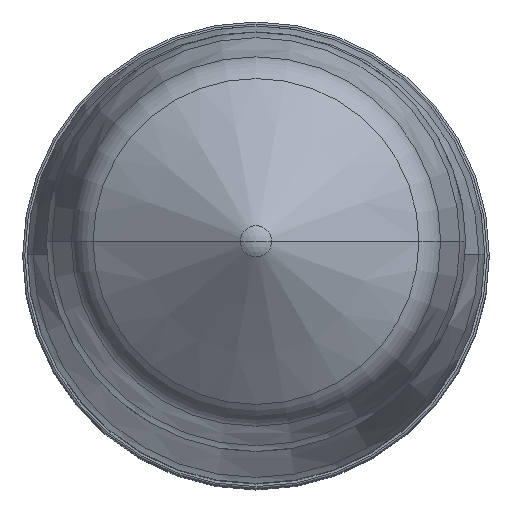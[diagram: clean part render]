
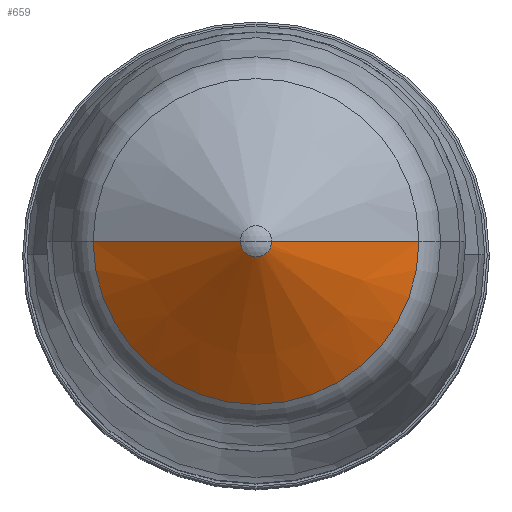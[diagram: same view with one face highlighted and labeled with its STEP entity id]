
A CAD part, top view. The second image highlights one B-rep face of the part: STEP entity #659.
In plain terms, the highlighted conical face has half-angle 55.415 degrees and reference radius 0.368 mm.
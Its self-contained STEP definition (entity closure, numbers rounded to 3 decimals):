
#102 = CARTESIAN_POINT ( 'NONE',  ( 0.368, 0., 215.023 ) ) ;
#125 = CIRCLE ( 'NONE', #3616, 0.368 ) ;
#161 = VERTEX_POINT ( 'NONE', #102 ) ;
#244 = CARTESIAN_POINT ( 'NONE',  ( -3.853, 0., 212.621 ) ) ;
#273 = CARTESIAN_POINT ( 'NONE',  ( 0., 0., 215.023 ) ) ;
#391 = CARTESIAN_POINT ( 'NONE',  ( 0., 0., 215.023 ) ) ;
#400 = VECTOR ( 'NONE', #3011, 1000. ) ;
#455 = CARTESIAN_POINT ( 'NONE',  ( -0.368, 0., 215.023 ) ) ;
#499 = CARTESIAN_POINT ( 'NONE',  ( 3.853, 0., 212.621 ) ) ;
#601 = ORIENTED_EDGE ( 'NONE', *, *, #2316, .F. ) ;
#659 = ADVANCED_FACE ( 'NONE', ( #3654 ), #2668, .T. ) ;
#754 = VECTOR ( 'NONE', #2755, 1000. ) ;
#852 = DIRECTION ( 'NONE',  ( 0., 0., -1. ) ) ;
#895 = VERTEX_POINT ( 'NONE', #499 ) ;
#939 = EDGE_CURVE ( 'NONE', #2698, #1531, #3323, .T. ) ;
#1296 = AXIS2_PLACEMENT_3D ( 'NONE', #3093, #4075, #3425 ) ;
#1531 = VERTEX_POINT ( 'NONE', #244 ) ;
#1542 = CARTESIAN_POINT ( 'NONE',  ( 0.368, 0., 215.023 ) ) ;
#1834 = ORIENTED_EDGE ( 'NONE', *, *, #3711, .T. ) ;
#1943 = CIRCLE ( 'NONE', #1296, 3.853 ) ;
#2054 = ORIENTED_EDGE ( 'NONE', *, *, #939, .T. ) ;
#2100 = EDGE_LOOP ( 'NONE', ( #601, #2735, #2054, #1834 ) ) ;
#2127 = AXIS2_PLACEMENT_3D ( 'NONE', #391, #852, #3767 ) ;
#2172 = EDGE_CURVE ( 'NONE', #2698, #161, #125, .T. ) ;
#2201 = DIRECTION ( 'NONE',  ( 1., 0., 0. ) ) ;
#2316 = EDGE_CURVE ( 'NONE', #161, #895, #3762, .T. ) ;
#2668 = CONICAL_SURFACE ( 'NONE', #2127, 0.368, 0.967 ) ;
#2698 = VERTEX_POINT ( 'NONE', #3123 ) ;
#2735 = ORIENTED_EDGE ( 'NONE', *, *, #2172, .F. ) ;
#2755 = DIRECTION ( 'NONE',  ( 0.823, 0., -0.568 ) ) ;
#2853 = DIRECTION ( 'NONE',  ( 0., 0., 1. ) ) ;
#3011 = DIRECTION ( 'NONE',  ( -0.823, 0., -0.568 ) ) ;
#3093 = CARTESIAN_POINT ( 'NONE',  ( 0., 0., 212.621 ) ) ;
#3123 = CARTESIAN_POINT ( 'NONE',  ( -0.368, 0., 215.023 ) ) ;
#3323 = LINE ( 'NONE', #455, #400 ) ;
#3425 = DIRECTION ( 'NONE',  ( 1., 0., 0. ) ) ;
#3616 = AXIS2_PLACEMENT_3D ( 'NONE', #273, #2853, #2201 ) ;
#3654 = FACE_OUTER_BOUND ( 'NONE', #2100, .T. ) ;
#3711 = EDGE_CURVE ( 'NONE', #1531, #895, #1943, .T. ) ;
#3762 = LINE ( 'NONE', #1542, #754 ) ;
#3767 = DIRECTION ( 'NONE',  ( -1., 0., 0. ) ) ;
#4075 = DIRECTION ( 'NONE',  ( 0., 0., 1. ) ) ;
